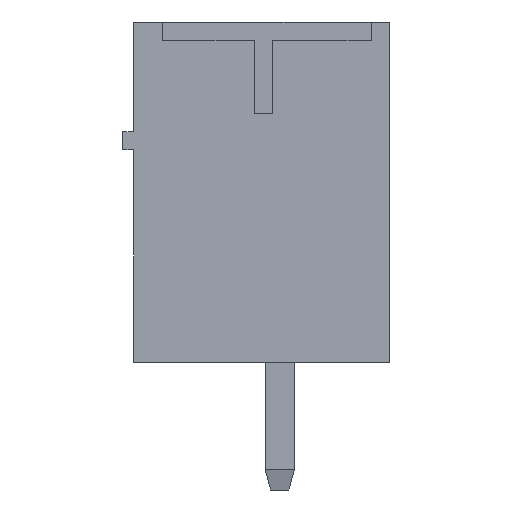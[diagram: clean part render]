
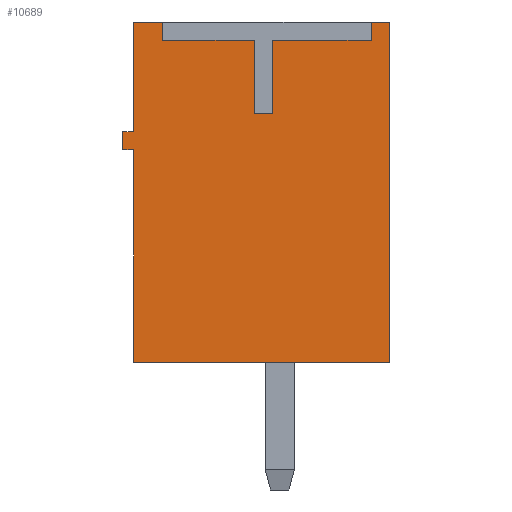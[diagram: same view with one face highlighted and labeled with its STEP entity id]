
A CAD part, left-side view. The second image highlights one B-rep face of the part: STEP entity #10689.
In plain terms, the highlighted planar face has unit normal (-1, 0, 0).
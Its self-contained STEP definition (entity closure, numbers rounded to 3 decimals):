
#662=FACE_OUTER_BOUND('',#1276,.T.);
#1276=EDGE_LOOP('',(#9039,#9040,#9041,#9042,#9043,#9044,#9045,#9046,#9047,
#9048,#9049,#9050,#9051,#9052,#9053,#9054));
#1582=LINE('',#14446,#2956);
#1732=LINE('',#14783,#3106);
#2208=LINE('',#15760,#3582);
#2212=LINE('',#15767,#3586);
#2604=LINE('',#16622,#3978);
#2610=LINE('',#16634,#3984);
#2611=LINE('',#16636,#3985);
#2613=LINE('',#16639,#3987);
#2615=LINE('',#16643,#3989);
#2618=LINE('',#16649,#3992);
#2621=LINE('',#16654,#3995);
#2623=LINE('',#16659,#3997);
#2624=LINE('',#16661,#3998);
#2625=LINE('',#16663,#3999);
#2626=LINE('',#16664,#4000);
#2627=LINE('',#16665,#4001);
#2956=VECTOR('',#11796,5.8);
#3106=VECTOR('',#12018,9.3);
#3582=VECTOR('',#12854,0.8);
#3586=VECTOR('',#12858,0.5);
#3978=VECTOR('',#13726,2.7);
#3984=VECTOR('',#13734,2.5);
#3985=VECTOR('',#13737,0.5);
#3987=VECTOR('',#13741,0.5);
#3989=VECTOR('',#13745,2.);
#3992=VECTOR('',#13750,0.5);
#3995=VECTOR('',#13755,2.);
#3997=VECTOR('',#13761,3.);
#3998=VECTOR('',#13762,0.3);
#3999=VECTOR('',#13763,0.5);
#4000=VECTOR('',#13764,0.3);
#4001=VECTOR('',#13765,7.);
#4239=VERTEX_POINT('',#14439);
#4242=VERTEX_POINT('',#14444);
#4391=VERTEX_POINT('',#14779);
#4393=VERTEX_POINT('',#14782);
#4713=VERTEX_POINT('',#15757);
#4714=VERTEX_POINT('',#15759);
#4717=VERTEX_POINT('',#15765);
#4940=VERTEX_POINT('',#16618);
#4942=VERTEX_POINT('',#16621);
#4944=VERTEX_POINT('',#16627);
#4947=VERTEX_POINT('',#16632);
#4948=VERTEX_POINT('',#16642);
#4950=VERTEX_POINT('',#16648);
#4952=VERTEX_POINT('',#16658);
#4953=VERTEX_POINT('',#16660);
#4954=VERTEX_POINT('',#16662);
#5258=EDGE_CURVE('',#4242,#4239,#1582,.T.);
#5408=EDGE_CURVE('',#4391,#4393,#1732,.T.);
#5907=EDGE_CURVE('',#4713,#4714,#2208,.T.);
#5911=EDGE_CURVE('',#4717,#4391,#2212,.T.);
#6320=EDGE_CURVE('',#4942,#4940,#2604,.T.);
#6326=EDGE_CURVE('',#4944,#4947,#2610,.T.);
#6327=EDGE_CURVE('',#4947,#4714,#2611,.T.);
#6329=EDGE_CURVE('',#4717,#4942,#2613,.T.);
#6331=EDGE_CURVE('',#4948,#4944,#2615,.T.);
#6334=EDGE_CURVE('',#4950,#4948,#2618,.T.);
#6337=EDGE_CURVE('',#4940,#4950,#2621,.T.);
#6339=EDGE_CURVE('',#4952,#4713,#2623,.T.);
#6340=EDGE_CURVE('',#4953,#4952,#2624,.T.);
#6341=EDGE_CURVE('',#4954,#4953,#2625,.T.);
#6342=EDGE_CURVE('',#4239,#4954,#2626,.T.);
#6343=EDGE_CURVE('',#4393,#4242,#2627,.T.);
#9039=ORIENTED_EDGE('',*,*,#6329,.T.);
#9040=ORIENTED_EDGE('',*,*,#6320,.T.);
#9041=ORIENTED_EDGE('',*,*,#6337,.T.);
#9042=ORIENTED_EDGE('',*,*,#6334,.T.);
#9043=ORIENTED_EDGE('',*,*,#6331,.T.);
#9044=ORIENTED_EDGE('',*,*,#6326,.T.);
#9045=ORIENTED_EDGE('',*,*,#6327,.T.);
#9046=ORIENTED_EDGE('',*,*,#5907,.F.);
#9047=ORIENTED_EDGE('',*,*,#6339,.F.);
#9048=ORIENTED_EDGE('',*,*,#6340,.F.);
#9049=ORIENTED_EDGE('',*,*,#6341,.F.);
#9050=ORIENTED_EDGE('',*,*,#6342,.F.);
#9051=ORIENTED_EDGE('',*,*,#5258,.F.);
#9052=ORIENTED_EDGE('',*,*,#6343,.F.);
#9053=ORIENTED_EDGE('',*,*,#5408,.F.);
#9054=ORIENTED_EDGE('',*,*,#5911,.F.);
#9726=PLANE('',#11286);
#10689=ADVANCED_FACE('',(#662),#9726,.T.);
#11286=AXIS2_PLACEMENT_3D('',#16657,#13759,#13760);
#11796=DIRECTION('',(0.,0.,1.));
#12018=DIRECTION('',(0.,0.,-1.));
#12854=DIRECTION('',(0.,-1.,0.));
#12858=DIRECTION('',(0.,-1.,0.));
#13726=DIRECTION('',(0.,1.,0.));
#13734=DIRECTION('',(0.,1.,0.));
#13737=DIRECTION('',(0.,0.,1.));
#13741=DIRECTION('',(0.,0.,-1.));
#13745=DIRECTION('',(0.,0.,1.));
#13750=DIRECTION('',(0.,1.,0.));
#13755=DIRECTION('',(0.,0.,-1.));
#13759=DIRECTION('center_axis',(-1.,0.,0.));
#13760=DIRECTION('ref_axis',(0.,-1.,0.));
#13761=DIRECTION('',(0.,0.,1.));
#13762=DIRECTION('',(0.,-1.,0.));
#13763=DIRECTION('',(0.,0.,1.));
#13764=DIRECTION('',(0.,1.,0.));
#13765=DIRECTION('',(0.,1.,0.));
#14439=CARTESIAN_POINT('',(-15.59,4.,5.8));
#14444=CARTESIAN_POINT('',(-15.59,4.,0.));
#14446=CARTESIAN_POINT('',(-15.59,4.,1.5));
#14779=CARTESIAN_POINT('',(-15.59,-3.,9.3));
#14782=CARTESIAN_POINT('',(-15.59,-3.,0.));
#14783=CARTESIAN_POINT('',(-15.59,-3.,1.5));
#15757=CARTESIAN_POINT('',(-15.59,4.,9.3));
#15759=CARTESIAN_POINT('',(-15.59,3.2,9.3));
#15760=CARTESIAN_POINT('',(-15.59,4.,9.3));
#15765=CARTESIAN_POINT('',(-15.59,-2.5,9.3));
#15767=CARTESIAN_POINT('',(-15.59,4.,9.3));
#16618=CARTESIAN_POINT('',(-15.59,0.2,8.8));
#16621=CARTESIAN_POINT('',(-15.59,-2.5,8.8));
#16622=CARTESIAN_POINT('',(-15.59,0.75,8.8));
#16627=CARTESIAN_POINT('',(-15.59,0.7,8.8));
#16632=CARTESIAN_POINT('',(-15.59,3.2,8.8));
#16634=CARTESIAN_POINT('',(-15.59,0.75,8.8));
#16636=CARTESIAN_POINT('',(-15.59,3.2,5.15));
#16639=CARTESIAN_POINT('',(-15.59,-2.5,5.4));
#16642=CARTESIAN_POINT('',(-15.59,0.7,6.8));
#16643=CARTESIAN_POINT('',(-15.59,0.7,4.15));
#16648=CARTESIAN_POINT('',(-15.59,0.2,6.8));
#16649=CARTESIAN_POINT('',(-15.59,2.1,6.8));
#16654=CARTESIAN_POINT('',(-15.59,0.2,5.15));
#16657=CARTESIAN_POINT('Origin',(-15.59,4.,1.5));
#16658=CARTESIAN_POINT('',(-15.59,4.,6.3));
#16659=CARTESIAN_POINT('',(-15.59,4.,1.5));
#16660=CARTESIAN_POINT('',(-15.59,4.3,6.3));
#16661=CARTESIAN_POINT('',(-15.59,3.95,6.3));
#16662=CARTESIAN_POINT('',(-15.59,4.3,5.8));
#16663=CARTESIAN_POINT('',(-15.59,4.3,5.475));
#16664=CARTESIAN_POINT('',(-15.59,4.1,5.8));
#16665=CARTESIAN_POINT('',(-15.59,-3.,0.));
